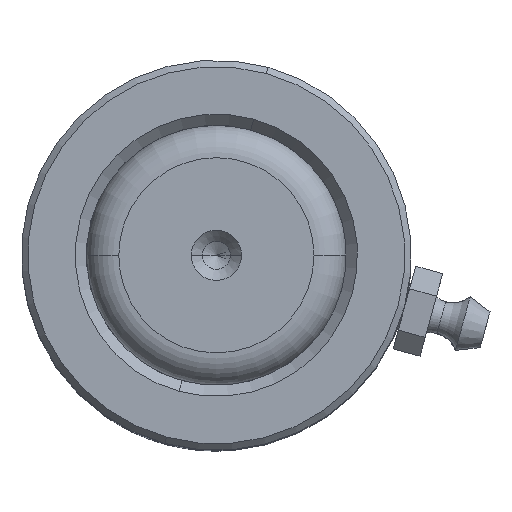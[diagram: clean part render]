
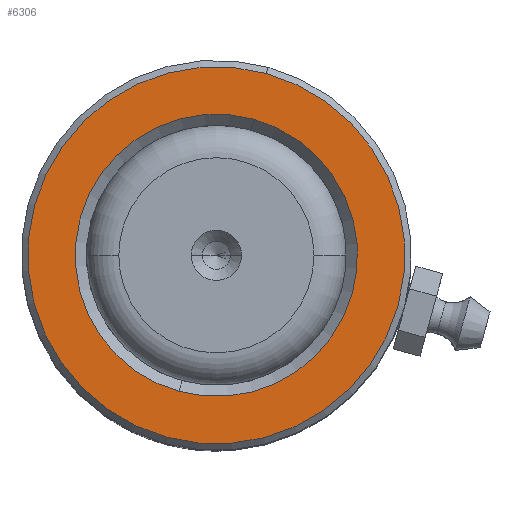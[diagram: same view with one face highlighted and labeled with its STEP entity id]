
A CAD part, top view. The second image highlights one B-rep face of the part: STEP entity #6306.
In plain terms, the highlighted planar face has unit normal (0, 0, 1).
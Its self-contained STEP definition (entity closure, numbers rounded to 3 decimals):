
#501 = AXIS2_PLACEMENT_3D ( 'NONE', #2239, #5033, #8366 ) ;
#557 = FACE_OUTER_BOUND ( 'NONE', #8221, .T. ) ;
#776 = VERTEX_POINT ( 'NONE', #5115 ) ;
#903 = EDGE_CURVE ( 'NONE', #8569, #1688, #1046, .T. ) ;
#907 = CARTESIAN_POINT ( 'NONE',  ( 20.3, 0., 60. ) ) ;
#1046 = CIRCLE ( 'NONE', #8614, 15.2 ) ;
#1305 = CARTESIAN_POINT ( 'NONE',  ( 0., 0., 60. ) ) ;
#1476 = CARTESIAN_POINT ( 'NONE',  ( 0., 0., 60. ) ) ;
#1688 = VERTEX_POINT ( 'NONE', #2712 ) ;
#2147 = DIRECTION ( 'NONE',  ( 0., 0., 1. ) ) ;
#2239 = CARTESIAN_POINT ( 'NONE',  ( 0., 0., 60. ) ) ;
#2497 = VERTEX_POINT ( 'NONE', #907 ) ;
#2654 = DIRECTION ( 'NONE',  ( 1., 0., 0. ) ) ;
#2685 = CIRCLE ( 'NONE', #6741, 20.3 ) ;
#2712 = CARTESIAN_POINT ( 'NONE',  ( -15.2, 0., 60. ) ) ;
#3064 = ORIENTED_EDGE ( 'NONE', *, *, #903, .T. ) ;
#3126 = ORIENTED_EDGE ( 'NONE', *, *, #4934, .T. ) ;
#3338 = DIRECTION ( 'NONE',  ( 0., 0., 1. ) ) ;
#3546 = CIRCLE ( 'NONE', #7637, 20.3 ) ;
#3594 = EDGE_LOOP ( 'NONE', ( #3064, #4909 ) ) ;
#4118 = PLANE ( 'NONE',  #8213 ) ;
#4213 = EDGE_CURVE ( 'NONE', #2497, #776, #3546, .T. ) ;
#4282 = EDGE_CURVE ( 'NONE', #1688, #8569, #5300, .T. ) ;
#4514 = DIRECTION ( 'NONE',  ( 1., 0., 0. ) ) ;
#4755 = DIRECTION ( 'NONE',  ( 1., 0., 0. ) ) ;
#4826 = FACE_BOUND ( 'NONE', #3594, .T. ) ;
#4909 = ORIENTED_EDGE ( 'NONE', *, *, #4282, .T. ) ;
#4934 = EDGE_CURVE ( 'NONE', #776, #2497, #2685, .T. ) ;
#5033 = DIRECTION ( 'NONE',  ( 0., 0., -1. ) ) ;
#5115 = CARTESIAN_POINT ( 'NONE',  ( -20.3, 0., 60. ) ) ;
#5181 = DIRECTION ( 'NONE',  ( 0., 0., 1. ) ) ;
#5300 = CIRCLE ( 'NONE', #501, 15.2 ) ;
#5427 = DIRECTION ( 'NONE',  ( 1., 0., 0. ) ) ;
#5443 = ORIENTED_EDGE ( 'NONE', *, *, #4213, .T. ) ;
#6306 = ADVANCED_FACE ( 'NONE', ( #557, #4826 ), #4118, .T. ) ;
#6741 = AXIS2_PLACEMENT_3D ( 'NONE', #7986, #5181, #4514 ) ;
#6771 = DIRECTION ( 'NONE',  ( 0., 0., -1. ) ) ;
#7075 = CARTESIAN_POINT ( 'NONE',  ( 15.2, 0., 60. ) ) ;
#7420 = CARTESIAN_POINT ( 'NONE',  ( 0., 0., 60. ) ) ;
#7637 = AXIS2_PLACEMENT_3D ( 'NONE', #1476, #2147, #4755 ) ;
#7986 = CARTESIAN_POINT ( 'NONE',  ( 0., 0., 60. ) ) ;
#8213 = AXIS2_PLACEMENT_3D ( 'NONE', #7420, #3338, #5427 ) ;
#8221 = EDGE_LOOP ( 'NONE', ( #3126, #5443 ) ) ;
#8366 = DIRECTION ( 'NONE',  ( 1., 0., 0. ) ) ;
#8569 = VERTEX_POINT ( 'NONE', #7075 ) ;
#8614 = AXIS2_PLACEMENT_3D ( 'NONE', #1305, #6771, #2654 ) ;
